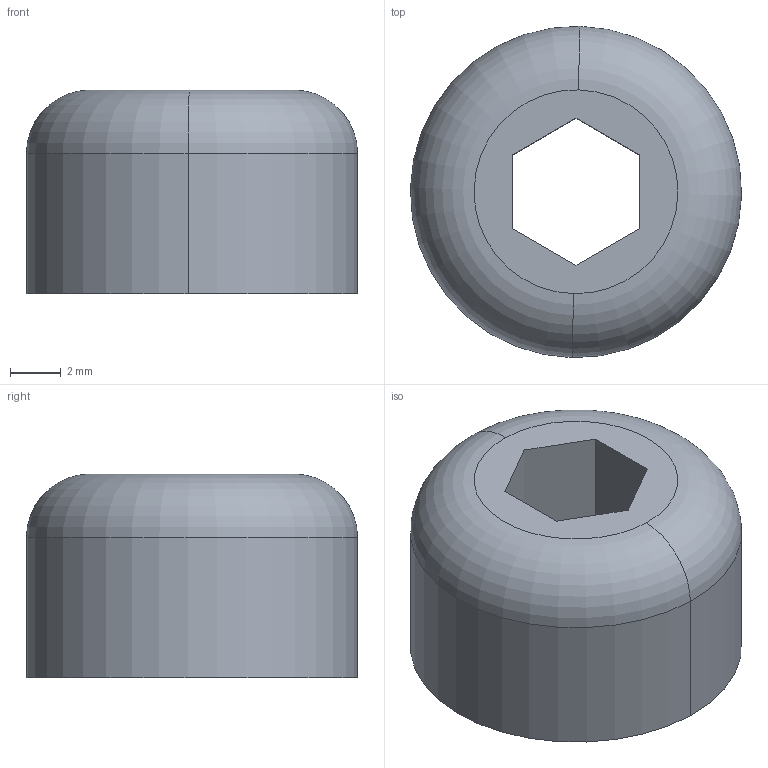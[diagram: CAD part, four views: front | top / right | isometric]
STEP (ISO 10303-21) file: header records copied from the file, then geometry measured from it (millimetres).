
FILE_DESCRIPTION(('CoCreate Modeling STEP Export'),'2;1');
FILE_NAME('m72.stp','2011-05-24T12:49:35',(''),(''),'CoCreate Modeling STEP processor for AP214 (Solid Model)','CoCreate Modeling 18.0P1120 20-Nov-2010 (C) Parametric Technology GmbH','');
FILE_SCHEMA(('AUTOMOTIVE_DESIGN { 1 0 10303 214 1 1 1 1 }'));
Length unit declared in the file: millimetre
Products named in the file (1): BODY_57____SOL2689_-_WSP__1VOLA.PRT
Bounding box: 13 x 13 x 8 mm (x, y, z)
Volume: 838.6 mm3; surface area: 640.9 mm2
Topology: 1 solids, 1 shells, 12 faces, 28 edges, 18 vertices
Faces by surface type: plane 8, cylinder 2, torus 2
Entity records: 355 total; most frequent: CARTESIAN_POINT 56, DIRECTION 56, ORIENTED_EDGE 56, EDGE_CURVE 28, VECTOR 20, LINE 20, AXIS2_PLACEMENT_3D 18, VERTEX_POINT 18
